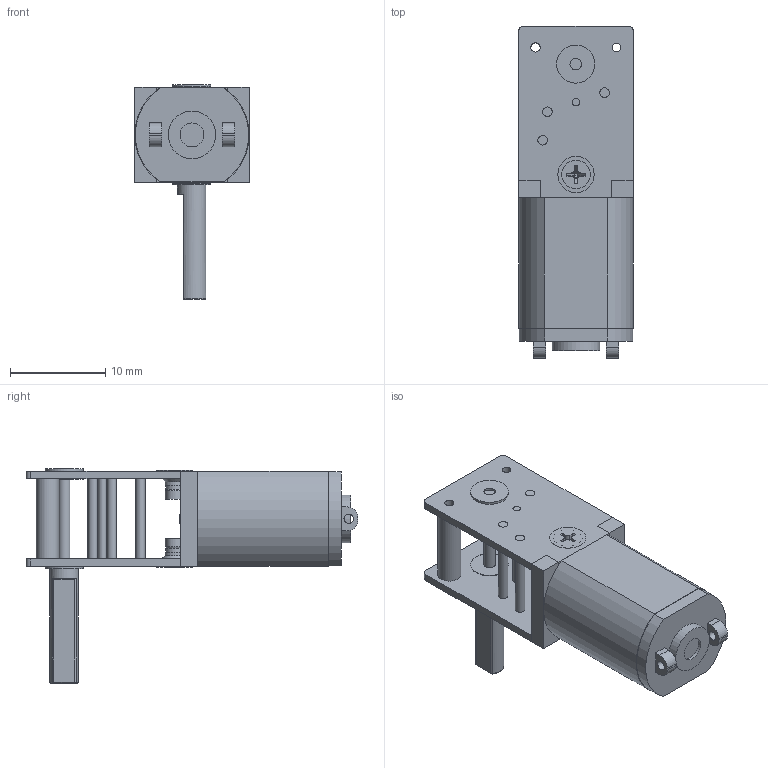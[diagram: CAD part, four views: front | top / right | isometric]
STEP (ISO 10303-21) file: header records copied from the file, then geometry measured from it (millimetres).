
FILE_DESCRIPTION(/* description */ (''),/* implementation_level */ '2;1');
FILE_NAME(/* name */ 'wrist motot v2.step',/* time_stamp */ '2023-12-06T12:16:41Z',/* author */ (''),/* organization */ (''),/* preprocessor_version */ 'ST-DEVELOPER v20',/* originating_system */ 'Autodesk Translation Framework v12.14.0.127',/* authorisation */ '');
FILE_SCHEMA (('AUTOMOTIVE_DESIGN { 1 0 10303 214 3 1 1 }'));
Length unit declared in the file: millimetre
Products named in the file (16): wrist motot; n20 DC Motor v1; gearbox; Component3; Component4; Component5; Component6; Component7; Component8; Component9; Component10; Component11; Component12; Component13; Countersunk Head Screw ISO 7046-2 - M2 x 3 - Z Steel 4.6 Plain v1; Countersunk Head Screw ISO 7046-2 - M2 x 3 - Z Steel 4.6 Plain v1(Mir
ror)
Assembly tree (15 placements, depth 3):
  wrist motot
    n20 DC Motor v1
    gearbox
      Component3
      Component4
      Component5
      Component6
      Component7
      Component8
      Component9
      Component10
      Component11
      Component12
      Component13
    Countersunk Head Screw ISO 7046-2 - M2 x 3 - Z Steel 4.6 Plain v1
    Countersunk Head Screw ISO 7046-2 - M2 x 3 - Z Steel 4.6 Plain v1(Mir
ror)
Bounding box: 12 x 34.85 x 22.5 mm (x, y, z)
Volume: 2317.3 mm3; surface area: 2999.5 mm2
Topology: 20 solids, 20 shells, 203 faces, 450 edges, 297 vertices
Faces by surface type: plane 128, cylinder 68, cone 6, torus 1
Full cylindrical faces by diameter (mm): 0.798 x3, 0.926 x1, 0.975 x1, 1 x13, 1.206 x4, 1.3 x4, 1.766 x2, 1.8 x2, 1.933 x2, 2 x2, 2.4 x2, 2.5 x3, 3 x1, 3.026 x1, 3.8 x2, 4 x4, 5 x1
Entity records: 6265 total; most frequent: DIRECTION 1065, CARTESIAN_POINT 1021, ORIENTED_EDGE 900, EDGE_CURVE 450, AXIS2_PLACEMENT_3D 385, VERTEX_POINT 297, LINE 295, VECTOR 295
